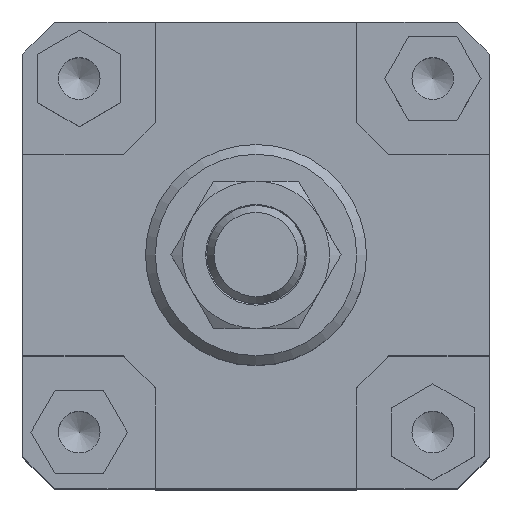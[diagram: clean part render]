
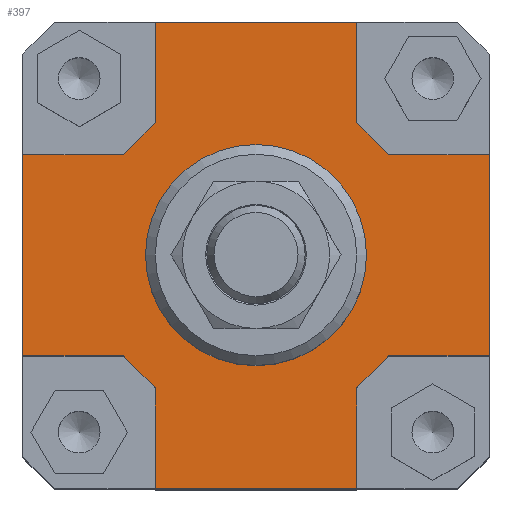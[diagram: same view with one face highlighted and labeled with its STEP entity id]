
A CAD part, top view. The second image highlights one B-rep face of the part: STEP entity #397.
In plain terms, the highlighted planar face has unit normal (0, 0, 1).
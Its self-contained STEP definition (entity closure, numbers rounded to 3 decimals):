
#397 = ADVANCED_FACE( '', ( #921, #922 ), #923, .T. );
#921 = FACE_OUTER_BOUND( '', #1625, .T. );
#922 = FACE_BOUND( '', #1626, .T. );
#923 = PLANE( '', #1627 );
#1625 = EDGE_LOOP( '', ( #2553, #2554, #2555, #2556, #2557, #2558, #2559, #2560, #2561, #2562, #2563, #2564, #2565, #2566, #2567, #2568 ) );
#1626 = EDGE_LOOP( '', ( #2569 ) );
#1627 = AXIS2_PLACEMENT_3D( '', #2570, #2571, #2572 );
#2553 = ORIENTED_EDGE( '', *, *, #4060, .T. );
#2554 = ORIENTED_EDGE( '', *, *, #4057, .F. );
#2555 = ORIENTED_EDGE( '', *, *, #4136, .T. );
#2556 = ORIENTED_EDGE( '', *, *, #4159, .F. );
#2557 = ORIENTED_EDGE( '', *, *, #4160, .T. );
#2558 = ORIENTED_EDGE( '', *, *, #4161, .F. );
#2559 = ORIENTED_EDGE( '', *, *, #4162, .T. );
#2560 = ORIENTED_EDGE( '', *, *, #4163, .F. );
#2561 = ORIENTED_EDGE( '', *, *, #4164, .T. );
#2562 = ORIENTED_EDGE( '', *, *, #4165, .F. );
#2563 = ORIENTED_EDGE( '', *, *, #4166, .T. );
#2564 = ORIENTED_EDGE( '', *, *, #4167, .F. );
#2565 = ORIENTED_EDGE( '', *, *, #4098, .T. );
#2566 = ORIENTED_EDGE( '', *, *, #4168, .F. );
#2567 = ORIENTED_EDGE( '', *, *, #4169, .T. );
#2568 = ORIENTED_EDGE( '', *, *, #4015, .F. );
#2569 = ORIENTED_EDGE( '', *, *, #4170, .T. );
#2570 = CARTESIAN_POINT( '', ( 0., 0., 172. ) );
#2571 = DIRECTION( '', ( 0., 0., 1. ) );
#2572 = DIRECTION( '', ( 1., 0., 0. ) );
#4015 = EDGE_CURVE( '', #4764, #4766, #4767, .T. );
#4057 = EDGE_CURVE( '', #4838, #4840, #4841, .T. );
#4060 = EDGE_CURVE( '', #4764, #4840, #4844, .T. );
#4098 = EDGE_CURVE( '', #4904, #4901, #4905, .T. );
#4136 = EDGE_CURVE( '', #4838, #4959, #4961, .T. );
#4159 = EDGE_CURVE( '', #4998, #4959, #4999, .T. );
#4160 = EDGE_CURVE( '', #4998, #5000, #5001, .T. );
#4161 = EDGE_CURVE( '', #5002, #5000, #5003, .T. );
#4162 = EDGE_CURVE( '', #5002, #5004, #5005, .T. );
#4163 = EDGE_CURVE( '', #5006, #5004, #5007, .T. );
#4164 = EDGE_CURVE( '', #5006, #5008, #5009, .T. );
#4165 = EDGE_CURVE( '', #5010, #5008, #5011, .T. );
#4166 = EDGE_CURVE( '', #5010, #5012, #5013, .T. );
#4167 = EDGE_CURVE( '', #4904, #5012, #5014, .T. );
#4168 = EDGE_CURVE( '', #5015, #4901, #5016, .T. );
#4169 = EDGE_CURVE( '', #5015, #4766, #5017, .T. );
#4170 = EDGE_CURVE( '', #5018, #5018, #5019, .T. );
#4764 = VERTEX_POINT( '', #5856 );
#4766 = VERTEX_POINT( '', #5859 );
#4767 = LINE( '', #5860, #5861 );
#4838 = VERTEX_POINT( '', #5995 );
#4840 = VERTEX_POINT( '', #5998 );
#4841 = LINE( '', #5999, #6000 );
#4844 = LINE( '', #6004, #6005 );
#4901 = VERTEX_POINT( '', #6099 );
#4904 = VERTEX_POINT( '', #6103 );
#4905 = LINE( '', #6104, #6105 );
#4959 = VERTEX_POINT( '', #6193 );
#4961 = LINE( '', #6196, #6197 );
#4998 = VERTEX_POINT( '', #6248 );
#4999 = LINE( '', #6249, #6250 );
#5000 = VERTEX_POINT( '', #6251 );
#5001 = LINE( '', #6252, #6253 );
#5002 = VERTEX_POINT( '', #6254 );
#5003 = LINE( '', #6255, #6256 );
#5004 = VERTEX_POINT( '', #6257 );
#5005 = LINE( '', #6258, #6259 );
#5006 = VERTEX_POINT( '', #6260 );
#5007 = LINE( '', #6261, #6262 );
#5008 = VERTEX_POINT( '', #6263 );
#5009 = LINE( '', #6264, #6265 );
#5010 = VERTEX_POINT( '', #6266 );
#5011 = LINE( '', #6267, #6268 );
#5012 = VERTEX_POINT( '', #6269 );
#5013 = LINE( '', #6270, #6271 );
#5014 = LINE( '', #6272, #6273 );
#5015 = VERTEX_POINT( '', #6274 );
#5016 = LINE( '', #6275, #6276 );
#5017 = LINE( '', #6277, #6278 );
#5018 = VERTEX_POINT( '', #6279 );
#5019 = CIRCLE( '', #6280, 22.5 );
#5856 = CARTESIAN_POINT( '', ( -20.5, 47.5, 172. ) );
#5859 = CARTESIAN_POINT( '', ( 20.5, 47.5, 172. ) );
#5860 = CARTESIAN_POINT( '', ( -20.5, 47.5, 172. ) );
#5861 = VECTOR( '', #7321, 1000. );
#5995 = CARTESIAN_POINT( '', ( -27., 20.5, 172. ) );
#5998 = CARTESIAN_POINT( '', ( -20.5, 27., 172. ) );
#5999 = CARTESIAN_POINT( '', ( -27., 20.5, 172. ) );
#6000 = VECTOR( '', #7353, 1000. );
#6004 = CARTESIAN_POINT( '', ( -20.5, 47.5, 172. ) );
#6005 = VECTOR( '', #7355, 1000. );
#6099 = CARTESIAN_POINT( '', ( 27., 20.5, 172. ) );
#6103 = CARTESIAN_POINT( '', ( 47.5, 20.5, 172. ) );
#6104 = CARTESIAN_POINT( '', ( 47.5, 20.5, 172. ) );
#6105 = VECTOR( '', #7391, 1000. );
#6193 = CARTESIAN_POINT( '', ( -47.5, 20.5, 172. ) );
#6196 = CARTESIAN_POINT( '', ( -27., 20.5, 172. ) );
#6197 = VECTOR( '', #7424, 1000. );
#6248 = CARTESIAN_POINT( '', ( -47.5, -20.5, 172. ) );
#6249 = CARTESIAN_POINT( '', ( -47.5, -20.5, 172. ) );
#6250 = VECTOR( '', #7445, 1000. );
#6251 = CARTESIAN_POINT( '', ( -27., -20.5, 172. ) );
#6252 = CARTESIAN_POINT( '', ( -47.5, -20.5, 172. ) );
#6253 = VECTOR( '', #7446, 1000. );
#6254 = CARTESIAN_POINT( '', ( -20.5, -27., 172. ) );
#6255 = CARTESIAN_POINT( '', ( -20.5, -27., 172. ) );
#6256 = VECTOR( '', #7447, 1000. );
#6257 = CARTESIAN_POINT( '', ( -20.5, -47.5, 172. ) );
#6258 = CARTESIAN_POINT( '', ( -20.5, -27., 172. ) );
#6259 = VECTOR( '', #7448, 1000. );
#6260 = CARTESIAN_POINT( '', ( 20.5, -47.5, 172. ) );
#6261 = CARTESIAN_POINT( '', ( 20.5, -47.5, 172. ) );
#6262 = VECTOR( '', #7449, 1000. );
#6263 = CARTESIAN_POINT( '', ( 20.5, -27., 172. ) );
#6264 = CARTESIAN_POINT( '', ( 20.5, -47.5, 172. ) );
#6265 = VECTOR( '', #7450, 1000. );
#6266 = CARTESIAN_POINT( '', ( 27., -20.5, 172. ) );
#6267 = CARTESIAN_POINT( '', ( 27., -20.5, 172. ) );
#6268 = VECTOR( '', #7451, 1000. );
#6269 = CARTESIAN_POINT( '', ( 47.5, -20.5, 172. ) );
#6270 = CARTESIAN_POINT( '', ( 27., -20.5, 172. ) );
#6271 = VECTOR( '', #7452, 1000. );
#6272 = CARTESIAN_POINT( '', ( 47.5, 20.5, 172. ) );
#6273 = VECTOR( '', #7453, 1000. );
#6274 = CARTESIAN_POINT( '', ( 20.5, 27., 172. ) );
#6275 = CARTESIAN_POINT( '', ( 20.5, 27., 172. ) );
#6276 = VECTOR( '', #7454, 1000. );
#6277 = CARTESIAN_POINT( '', ( 20.5, 27., 172. ) );
#6278 = VECTOR( '', #7455, 1000. );
#6279 = CARTESIAN_POINT( '', ( -22.5, 0., 172. ) );
#6280 = AXIS2_PLACEMENT_3D( '', #7456, #7457, #7458 );
#7321 = DIRECTION( '', ( 1., 0., 0. ) );
#7353 = DIRECTION( '', ( 0.707, 0.707, 0. ) );
#7355 = DIRECTION( '', ( 0., -1., 0. ) );
#7391 = DIRECTION( '', ( -1., 0., 0. ) );
#7424 = DIRECTION( '', ( -1., 0., 0. ) );
#7445 = DIRECTION( '', ( 0., 1., 0. ) );
#7446 = DIRECTION( '', ( 1., 0., 0. ) );
#7447 = DIRECTION( '', ( -0.707, 0.707, 0. ) );
#7448 = DIRECTION( '', ( 0., -1., 0. ) );
#7449 = DIRECTION( '', ( -1., 0., 0. ) );
#7450 = DIRECTION( '', ( 0., 1., 0. ) );
#7451 = DIRECTION( '', ( -0.707, -0.707, 0. ) );
#7452 = DIRECTION( '', ( 1., 0., 0. ) );
#7453 = DIRECTION( '', ( 0., -1., 0. ) );
#7454 = DIRECTION( '', ( 0.707, -0.707, 0. ) );
#7455 = DIRECTION( '', ( 0., 1., 0. ) );
#7456 = CARTESIAN_POINT( '', ( 0., 0., 172. ) );
#7457 = DIRECTION( '', ( 0., 0., -1. ) );
#7458 = DIRECTION( '', ( -1., 0., 0. ) );
